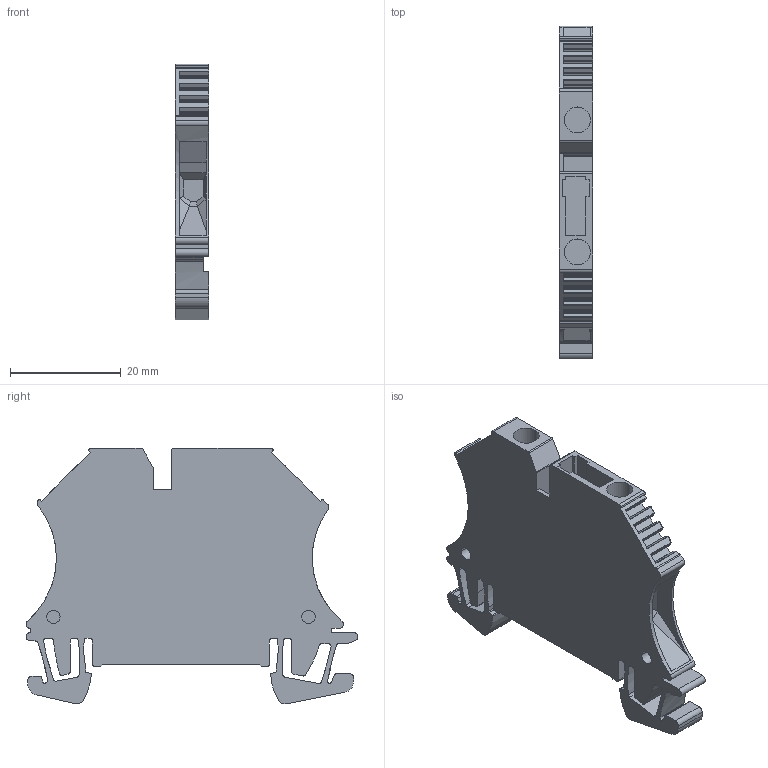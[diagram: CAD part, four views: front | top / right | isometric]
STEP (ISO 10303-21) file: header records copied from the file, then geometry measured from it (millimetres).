
FILE_DESCRIPTION(('CATIA V5 STEP Exchange','CAx-IF Rec.Pracs.--- Model Styling and Organization---1.4--- 2014-01-23'),'2;1');
FILE_NAME ('D1462087_0_2436390000_2436390000.stp','2020-01-06T12:16:06+00:00',('none'),('Weidmueller'),'CATIA Version 5-6 Release 2016 SP3 HF44','CATIA V5 STEP AP214','none');
FILE_SCHEMA(('AUTOMOTIVE_DESIGN { 1 0 10303 214 1 1 1 1 }'));
Length unit declared in the file: millimetre
Products named in the file (1): 2436390000_WTR_4_STB-O.TNHE
Bounding box: 6.1 x 60 x 46.25 mm (x, y, z)
Volume: 10154.2 mm3; surface area: 7126.4 mm2
Topology: 1 solids, 1 shells, 427 faces, 1255 edges, 836 vertices
Faces by surface type: plane 245, cylinder 182
Entity records: 13567 total; most frequent: ORIENTED_EDGE 2510, CARTESIAN_POINT 2448, DIRECTION 1967, EDGE_CURVE 1255, VECTOR 873, LINE 873, VERTEX_POINT 836, AXIS2_PLACEMENT_3D 739
